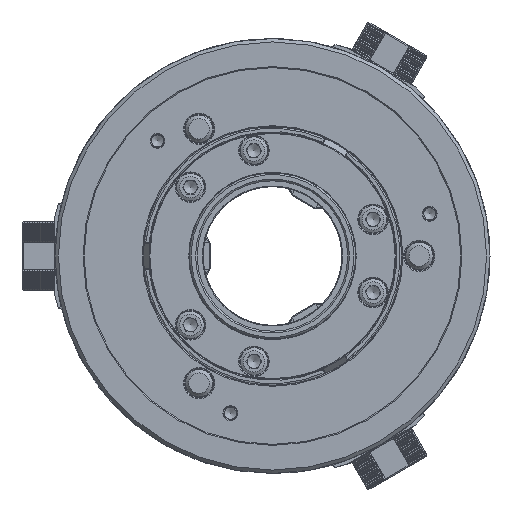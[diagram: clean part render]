
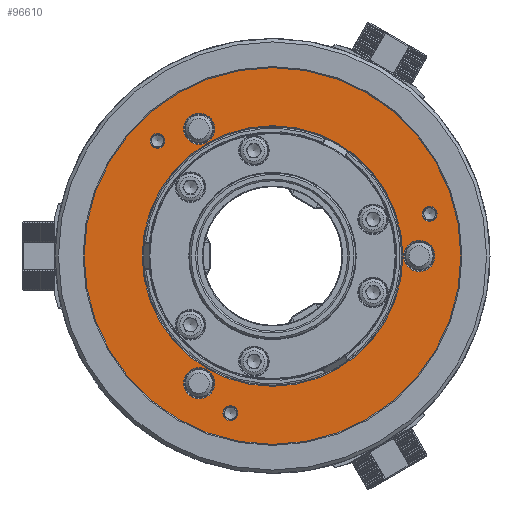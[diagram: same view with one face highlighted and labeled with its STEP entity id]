
A CAD part, left-side view. The second image highlights one B-rep face of the part: STEP entity #96610.
In plain terms, the highlighted planar face has unit normal (-1, 0, 0).
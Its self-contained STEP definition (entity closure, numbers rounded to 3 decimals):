
#992=CIRCLE('',#100668,110.);
#993=CIRCLE('',#100670,9.1);
#994=CIRCLE('',#100671,9.1);
#995=CIRCLE('',#100672,9.1);
#996=CIRCLE('',#100673,76.1);
#997=CIRCLE('',#100674,4.324);
#998=CIRCLE('',#100675,4.324);
#999=CIRCLE('',#100676,4.324);
#3451=ORIENTED_EDGE('',*,*,#23962,.T.);
#3452=ORIENTED_EDGE('',*,*,#23963,.T.);
#3453=ORIENTED_EDGE('',*,*,#23964,.F.);
#3454=ORIENTED_EDGE('',*,*,#23961,.F.);
#3455=ORIENTED_EDGE('',*,*,#23965,.T.);
#3456=ORIENTED_EDGE('',*,*,#23966,.F.);
#3457=ORIENTED_EDGE('',*,*,#23967,.F.);
#3458=ORIENTED_EDGE('',*,*,#23968,.F.);
#23961=EDGE_CURVE('',#34204,#34204,#992,.T.);
#23962=EDGE_CURVE('',#34205,#34205,#993,.T.);
#23963=EDGE_CURVE('',#34206,#34206,#994,.T.);
#23964=EDGE_CURVE('',#34207,#34207,#995,.T.);
#23965=EDGE_CURVE('',#34208,#34208,#996,.T.);
#23966=EDGE_CURVE('',#34209,#34209,#997,.T.);
#23967=EDGE_CURVE('',#34210,#34210,#998,.T.);
#23968=EDGE_CURVE('',#34211,#34211,#999,.T.);
#34204=VERTEX_POINT('',#126105);
#34205=VERTEX_POINT('',#126108);
#34206=VERTEX_POINT('',#126110);
#34207=VERTEX_POINT('',#126112);
#34208=VERTEX_POINT('',#126114);
#34209=VERTEX_POINT('',#126116);
#34210=VERTEX_POINT('',#126118);
#34211=VERTEX_POINT('',#126120);
#58018=EDGE_LOOP('',(#3451));
#58019=EDGE_LOOP('',(#3452));
#58020=EDGE_LOOP('',(#3453));
#58021=EDGE_LOOP('',(#3454));
#58022=EDGE_LOOP('',(#3455));
#58023=EDGE_LOOP('',(#3456));
#58024=EDGE_LOOP('',(#3457));
#58025=EDGE_LOOP('',(#3458));
#62353=FACE_BOUND('',#58018,.T.);
#62354=FACE_BOUND('',#58019,.T.);
#62355=FACE_BOUND('',#58020,.T.);
#62356=FACE_BOUND('',#58021,.T.);
#62357=FACE_BOUND('',#58022,.T.);
#62358=FACE_BOUND('',#58023,.T.);
#62359=FACE_BOUND('',#58024,.T.);
#62360=FACE_BOUND('',#58025,.T.);
#66653=PLANE('',#100669);
#96610=ADVANCED_FACE('',(#62353,#62354,#62355,#62356,#62357,#62358,#62359,
#62360),#66653,.T.);
#100668=AXIS2_PLACEMENT_3D('',#126104,#106662,#106663);
#100669=AXIS2_PLACEMENT_3D('',#126106,#106664,#106665);
#100670=AXIS2_PLACEMENT_3D('',#126107,#106666,#106667);
#100671=AXIS2_PLACEMENT_3D('',#126109,#106668,#106669);
#100672=AXIS2_PLACEMENT_3D('',#126111,#106670,#106671);
#100673=AXIS2_PLACEMENT_3D('',#126113,#106672,#106673);
#100674=AXIS2_PLACEMENT_3D('',#126115,#106674,#106675);
#100675=AXIS2_PLACEMENT_3D('',#126117,#106676,#106677);
#100676=AXIS2_PLACEMENT_3D('',#126119,#106678,#106679);
#106662=DIRECTION('',(1.,0.,0.));
#106663=DIRECTION('',(0.,0.,-1.));
#106664=DIRECTION('',(-1.,0.,0.));
#106665=DIRECTION('',(0.,0.,1.));
#106666=DIRECTION('',(1.,0.,0.));
#106667=DIRECTION('',(0.,0.,-1.));
#106668=DIRECTION('',(1.,0.,0.));
#106669=DIRECTION('',(0.,0.866,0.5));
#106670=DIRECTION('',(-1.,0.,0.));
#106671=DIRECTION('',(0.,-0.866,-0.5));
#106672=DIRECTION('',(1.,0.,0.));
#106673=DIRECTION('',(0.,0.,-1.));
#106674=DIRECTION('',(-1.,0.,0.));
#106675=DIRECTION('',(0.,0.,1.));
#106676=DIRECTION('',(-1.,0.,0.));
#106677=DIRECTION('',(0.,0.,1.));
#106678=DIRECTION('',(-1.,0.,0.));
#106679=DIRECTION('',(0.,0.,1.));
#126104=CARTESIAN_POINT('',(-95.,0.,0.));
#126105=CARTESIAN_POINT('',(-95.,0.,-110.));
#126106=CARTESIAN_POINT('',(-95.,38.05,-65.905));
#126107=CARTESIAN_POINT('',(-95.,42.863,-74.24));
#126108=CARTESIAN_POINT('',(-95.,42.863,-83.34));
#126109=CARTESIAN_POINT('',(-95.,42.863,74.24));
#126110=CARTESIAN_POINT('',(-95.,50.743,78.79));
#126111=CARTESIAN_POINT('',(-95.,-85.725,0.));
#126112=CARTESIAN_POINT('',(-95.,-93.606,-4.55));
#126113=CARTESIAN_POINT('',(-95.,0.,0.));
#126114=CARTESIAN_POINT('',(-95.,0.,-76.1));
#126115=CARTESIAN_POINT('',(-95.,24.588,-91.763));
#126116=CARTESIAN_POINT('',(-95.,24.588,-87.439));
#126117=CARTESIAN_POINT('',(-95.,-91.763,24.588));
#126118=CARTESIAN_POINT('',(-95.,-91.763,28.911));
#126119=CARTESIAN_POINT('',(-95.,67.175,67.175));
#126120=CARTESIAN_POINT('',(-95.,67.175,71.499));
